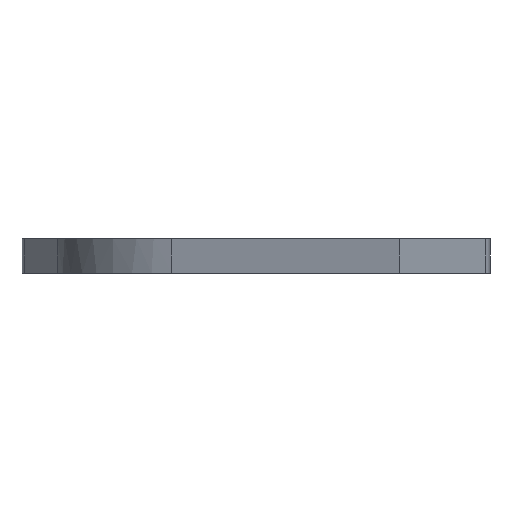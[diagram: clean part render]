
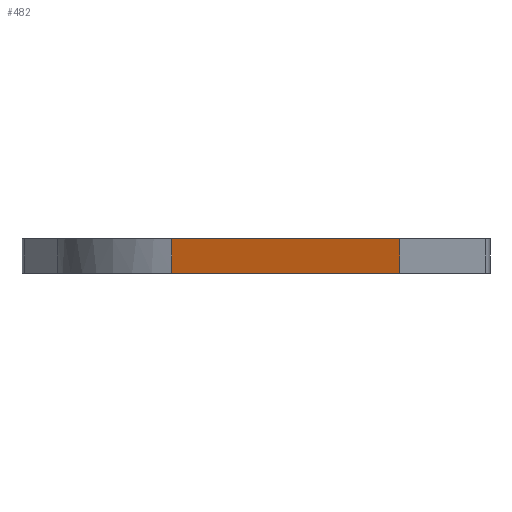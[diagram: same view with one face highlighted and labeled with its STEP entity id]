
A CAD part, front view. The second image highlights one B-rep face of the part: STEP entity #482.
In plain terms, the highlighted free-form (B-spline) face has degree [1, 1] with [2, 2] control points.
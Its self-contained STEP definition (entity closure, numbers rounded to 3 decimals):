
#6 = CARTESIAN_POINT ( 'NONE',  ( 1713.319, 988.775, 0. ) ) ;
#11 = CARTESIAN_POINT ( 'NONE',  ( 1752.457, 975.03, 0. ) ) ;
#12 = EDGE_CURVE ( 'NONE', #112, #289, #462, .T. ) ;
#22 = CARTESIAN_POINT ( 'NONE',  ( 1752.457, 975.03, 6. ) ) ;
#23 = CARTESIAN_POINT ( 'NONE',  ( 1713.319, 988.775, 0. ) ) ;
#56 = VERTEX_POINT ( 'NONE', #316 ) ;
#64 = VERTEX_POINT ( 'NONE', #567 ) ;
#82 = B_SPLINE_SURFACE_WITH_KNOTS ( 'NONE', 1, 1, ( 
 ( #271, #219 ),
 ( #510, #162 ) ),
 .UNSPECIFIED., .F., .F., .F.,
 ( 2, 2 ),
 ( 2, 2 ),
 ( 0., 1. ),
 ( 0., 1. ),
 .UNSPECIFIED. ) ;
#100 = EDGE_CURVE ( 'NONE', #56, #112, #170, .T. ) ;
#104 = CARTESIAN_POINT ( 'NONE',  ( 1713.319, 988.775, 6. ) ) ;
#105 = ORIENTED_EDGE ( 'NONE', *, *, #12, .F. ) ;
#112 = VERTEX_POINT ( 'NONE', #519 ) ;
#121 = CARTESIAN_POINT ( 'NONE',  ( 1713.319, 988.775, 6. ) ) ;
#162 = CARTESIAN_POINT ( 'NONE',  ( 1752.457, 975.03, 6. ) ) ;
#170 = B_SPLINE_CURVE_WITH_KNOTS ( 'NONE', 3,
 ( #121, #458, #320, #22 ),
 .UNSPECIFIED., .F., .F.,
 ( 4, 4 ),
 ( 0., 1. ),
 .UNSPECIFIED. ) ;
#219 = CARTESIAN_POINT ( 'NONE',  ( 1713.319, 988.775, 6. ) ) ;
#226 = B_SPLINE_CURVE_WITH_KNOTS ( 'NONE', 1,
 ( #104, #6 ),
 .UNSPECIFIED., .F., .F.,
 ( 2, 2 ),
 ( 0., 1. ),
 .UNSPECIFIED. ) ;
#261 = B_SPLINE_CURVE_WITH_KNOTS ( 'NONE', 1,
 ( #23, #409 ),
 .UNSPECIFIED., .F., .F.,
 ( 2, 2 ),
 ( 0., 1. ),
 .UNSPECIFIED. ) ;
#269 = EDGE_CURVE ( 'NONE', #56, #64, #226, .T. ) ;
#271 = CARTESIAN_POINT ( 'NONE',  ( 1713.319, 988.775, 0. ) ) ;
#278 = ORIENTED_EDGE ( 'NONE', *, *, #403, .T. ) ;
#289 = VERTEX_POINT ( 'NONE', #11 ) ;
#316 = CARTESIAN_POINT ( 'NONE',  ( 1713.319, 988.775, 6. ) ) ;
#320 = CARTESIAN_POINT ( 'NONE',  ( 1739.411, 979.612, 6. ) ) ;
#399 = CARTESIAN_POINT ( 'NONE',  ( 1752.457, 975.03, 6. ) ) ;
#403 = EDGE_CURVE ( 'NONE', #64, #289, #261, .T. ) ;
#409 = CARTESIAN_POINT ( 'NONE',  ( 1752.457, 975.03, 0. ) ) ;
#434 = ORIENTED_EDGE ( 'NONE', *, *, #100, .F. ) ;
#458 = CARTESIAN_POINT ( 'NONE',  ( 1726.365, 984.193, 6. ) ) ;
#460 = FACE_OUTER_BOUND ( 'NONE', #496, .T. ) ;
#462 = B_SPLINE_CURVE_WITH_KNOTS ( 'NONE', 1,
 ( #399, #594 ),
 .UNSPECIFIED., .F., .F.,
 ( 2, 2 ),
 ( 0., 1. ),
 .UNSPECIFIED. ) ;
#482 = ADVANCED_FACE ( 'NONE', ( #460 ), #82, .T. ) ;
#496 = EDGE_LOOP ( 'NONE', ( #434, #553, #278, #105 ) ) ;
#510 = CARTESIAN_POINT ( 'NONE',  ( 1752.457, 975.03, 0. ) ) ;
#519 = CARTESIAN_POINT ( 'NONE',  ( 1752.457, 975.03, 6. ) ) ;
#553 = ORIENTED_EDGE ( 'NONE', *, *, #269, .T. ) ;
#567 = CARTESIAN_POINT ( 'NONE',  ( 1713.319, 988.775, 0. ) ) ;
#594 = CARTESIAN_POINT ( 'NONE',  ( 1752.457, 975.03, 0. ) ) ;
